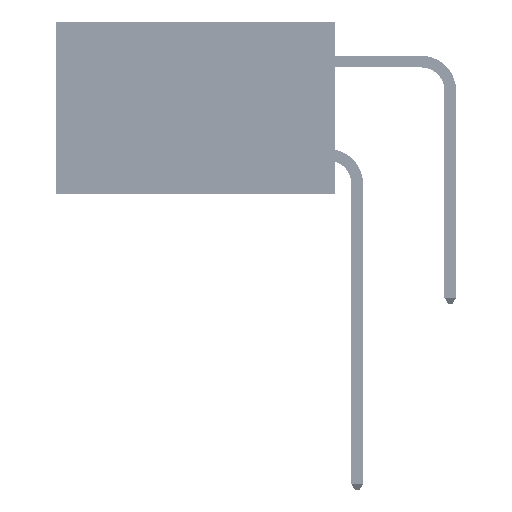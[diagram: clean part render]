
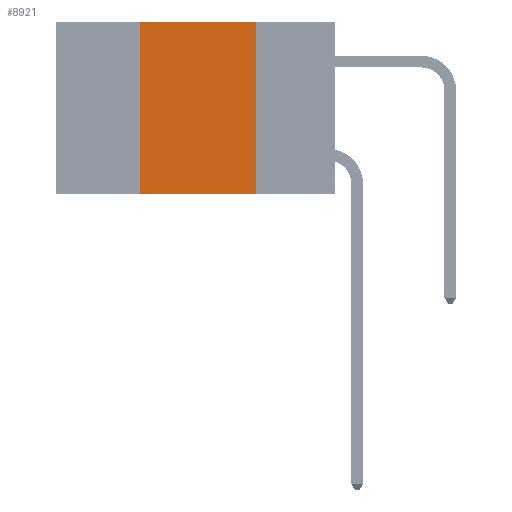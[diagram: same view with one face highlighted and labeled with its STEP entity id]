
A CAD part, left-side view. The second image highlights one B-rep face of the part: STEP entity #8921.
In plain terms, the highlighted planar face has unit normal (-1, 0, 0).
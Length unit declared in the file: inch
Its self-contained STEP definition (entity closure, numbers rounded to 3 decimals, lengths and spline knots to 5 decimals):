
#610 = CARTESIAN_POINT ( 'NONE',  ( 0., 0.6, -0.37 ) ) ;
#2783 = CARTESIAN_POINT ( 'NONE',  ( 0., 0.17, -0.37 ) ) ;
#2821 = ORIENTED_EDGE ( 'NONE', *, *, #35853, .T. ) ;
#3181 = LINE ( 'NONE', #9353, #27896 ) ;
#3590 = FACE_OUTER_BOUND ( 'NONE', #46242, .T. ) ;
#6247 = CARTESIAN_POINT ( 'NONE',  ( 0., 0.17, 0. ) ) ;
#8921 = ADVANCED_FACE ( 'NONE', ( #3590 ), #37071, .F. ) ;
#9312 = CARTESIAN_POINT ( 'NONE',  ( 0., 0.17, 0. ) ) ;
#9353 = CARTESIAN_POINT ( 'NONE',  ( 0., 0.6, 0. ) ) ;
#9698 = DIRECTION ( 'NONE',  ( 1., 0., 0. ) ) ;
#15869 = VECTOR ( 'NONE', #17288, 39.37008 ) ;
#17288 = DIRECTION ( 'NONE',  ( 0., 0., 1. ) ) ;
#17546 = EDGE_CURVE ( 'NONE', #37451, #44057, #3181, .T. ) ;
#19976 = VECTOR ( 'NONE', #49239, 39.37008 ) ;
#22123 = CARTESIAN_POINT ( 'NONE',  ( 0., 0.42, 0. ) ) ;
#24582 = DIRECTION ( 'NONE',  ( 0., -1., 0. ) ) ;
#25664 = VECTOR ( 'NONE', #24582, 39.37008 ) ;
#26909 = LINE ( 'NONE', #610, #25664 ) ;
#27896 = VECTOR ( 'NONE', #40721, 39.37008 ) ;
#28676 = CARTESIAN_POINT ( 'NONE',  ( 0., 0.42, 0. ) ) ;
#29650 = ORIENTED_EDGE ( 'NONE', *, *, #42766, .F. ) ;
#29918 = AXIS2_PLACEMENT_3D ( 'NONE', #33289, #9698, #41244 ) ;
#31638 = CARTESIAN_POINT ( 'NONE',  ( 0., 0.42, -0.37 ) ) ;
#33289 = CARTESIAN_POINT ( 'NONE',  ( 0., 0.6, 0. ) ) ;
#35407 = EDGE_CURVE ( 'NONE', #43669, #37451, #46047, .T. ) ;
#35853 = EDGE_CURVE ( 'NONE', #43669, #44143, #26909, .T. ) ;
#37071 = PLANE ( 'NONE',  #29918 ) ;
#37451 = VERTEX_POINT ( 'NONE', #22123 ) ;
#40721 = DIRECTION ( 'NONE',  ( 0., -1., 0. ) ) ;
#40919 = ORIENTED_EDGE ( 'NONE', *, *, #17546, .F. ) ;
#41244 = DIRECTION ( 'NONE',  ( 0., 0., -1. ) ) ;
#42059 = ORIENTED_EDGE ( 'NONE', *, *, #35407, .F. ) ;
#42766 = EDGE_CURVE ( 'NONE', #44057, #44143, #43454, .T. ) ;
#43454 = LINE ( 'NONE', #9312, #19976 ) ;
#43669 = VERTEX_POINT ( 'NONE', #31638 ) ;
#44057 = VERTEX_POINT ( 'NONE', #6247 ) ;
#44143 = VERTEX_POINT ( 'NONE', #2783 ) ;
#46047 = LINE ( 'NONE', #28676, #15869 ) ;
#46242 = EDGE_LOOP ( 'NONE', ( #29650, #40919, #42059, #2821 ) ) ;
#49239 = DIRECTION ( 'NONE',  ( 0., 0., -1. ) ) ;
